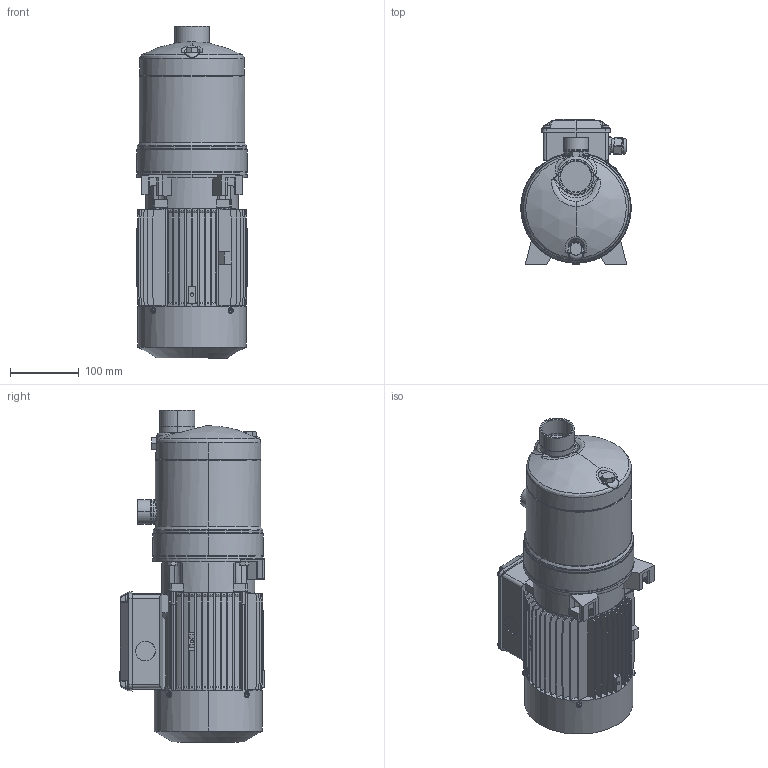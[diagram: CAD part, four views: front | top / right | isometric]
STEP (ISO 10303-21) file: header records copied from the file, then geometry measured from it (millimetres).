
FILE_DESCRIPTION (( 'STEP AP214' ), '1' );
FILE_NAME ('4_93_489_09_REV00.step', '2021-09-16T08:58:05', ( '' ), ( '' ), 'SwSTEP 2.0', 'SolidWorks 2020', '' );
FILE_SCHEMA (( 'AUTOMOTIVE_DESIGN' ));
Length unit declared in the file: millimetre
Products named in the file (1): 4_93_489_09_REV00
Bounding box: 160.52 x 210.7 x 482 mm (x, y, z)
Volume: 9047580.4 mm3; surface area: 555691.3 mm2
Topology: 3 solids, 3 shells, 2432 faces, 6964 edges, 4625 vertices
Faces by surface type: bspline 1122, plane 921, cylinder 217, cone 148, sphere 18, torus 6
Entity records: 90582 total; most frequent: CARTESIAN_POINT 33048, ORIENTED_EDGE 13920, DIRECTION 8621, EDGE_CURVE 6960, VERTEX_POINT 4625, VECTOR 4543, LINE 4543, EDGE_LOOP 2533
